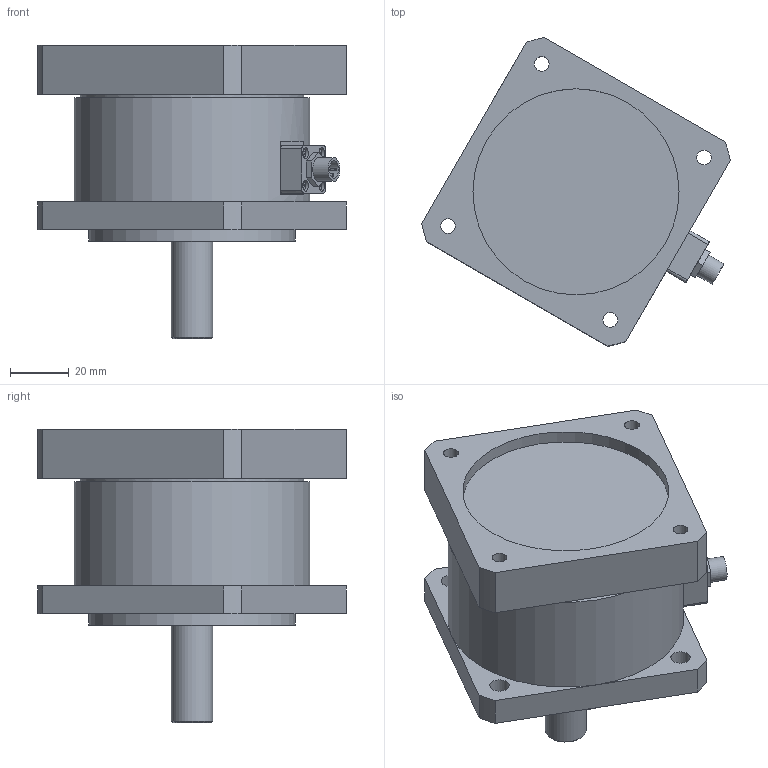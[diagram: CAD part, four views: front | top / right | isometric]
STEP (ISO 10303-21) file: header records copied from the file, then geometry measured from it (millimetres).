
FILE_DESCRIPTION(/* description */ (''),/* implementation_level */ '2;1');
FILE_NAME(/* name */ 'BRAKE-BCD80-5,0-14.stp',/* time_stamp */ '2023-04-20T12:54:05+02:00',/* author */ ('angelika.schneid'),/* organization */ (''),/* preprocessor_version */ 'ST-DEVELOPER v18.1',/* originating_system */ 'Autodesk Inventor 2021',/* authorisation */ '');
FILE_SCHEMA (('AUTOMOTIVE_DESIGN { 1 0 10303 214 3 1 1 }'));
Length unit declared in the file: millimetre
Products named in the file (1): BRAKE-BCD80-5,0-14
Bounding box: 104.81 x 104.81 x 99.7 mm (x, y, z)
Volume: 353310.2 mm3; surface area: 42227.8 mm2
Topology: 1 solids, 1 shells, 132 faces, 291 edges, 186 vertices
Faces by surface type: plane 82, cylinder 41, torus 7, cone 2
Full cylindrical faces by diameter (mm): 1 x3, 3.62 x4, 3.8 x4, 5 x4, 5.88 x1, 6.6 x4, 8 x1, 14 x1, 70 x2, 71 x2, 76 x1, 76.2 x1, 80 x1
Entity records: 3712 total; most frequent: DIRECTION 667, CARTESIAN_POINT 610, ORIENTED_EDGE 582, EDGE_CURVE 291, AXIS2_PLACEMENT_3D 243, VERTEX_POINT 186, LINE 181, VECTOR 181
